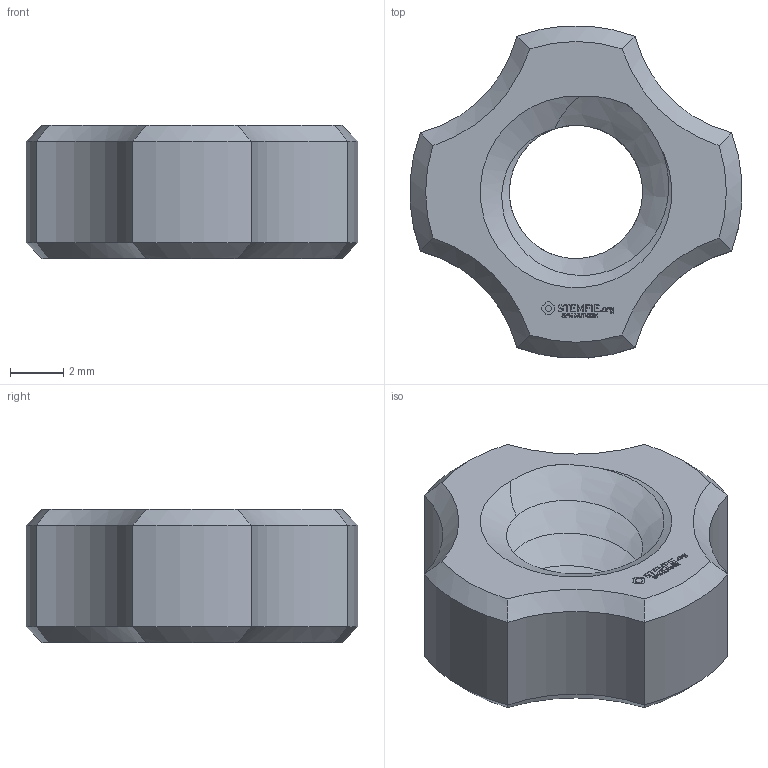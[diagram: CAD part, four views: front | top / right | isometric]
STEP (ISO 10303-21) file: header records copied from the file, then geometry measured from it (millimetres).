
FILE_DESCRIPTION(('FreeCAD Model'),'2;1');
FILE_NAME('Open CASCADE Shape Model','2023-11-23T12:42:54',(''),(''), 'Open CASCADE STEP processor 7.6','FreeCAD','Unknown');
FILE_SCHEMA(('AUTOMOTIVE_DESIGN { 1 0 10303 214 1 1 1 1 }'));
Length unit declared in the file: millimetre
Products named in the file (1): Nut RH BU01.00x5mm - SPN-NUT-0001 (stemfie.org)
Bounding box: 12.47 x 12.47 x 5 mm (x, y, z)
Volume: 352.2 mm3; surface area: 501.6 mm2
Topology: 1 solids, 1 shells, 443 faces, 1214 edges, 804 vertices
Faces by surface type: plane 296, bspline 121, cone 18, cylinder 8
Entity records: 33375 total; most frequent: CARTESIAN_POINT 10614, DIRECTION 3558, LINE 2798, VECTOR 2798, ORIENTED_EDGE 2428, PCURVE 2428, DEFINITIONAL_REPRESENTATION 2428, EDGE_CURVE 1214
